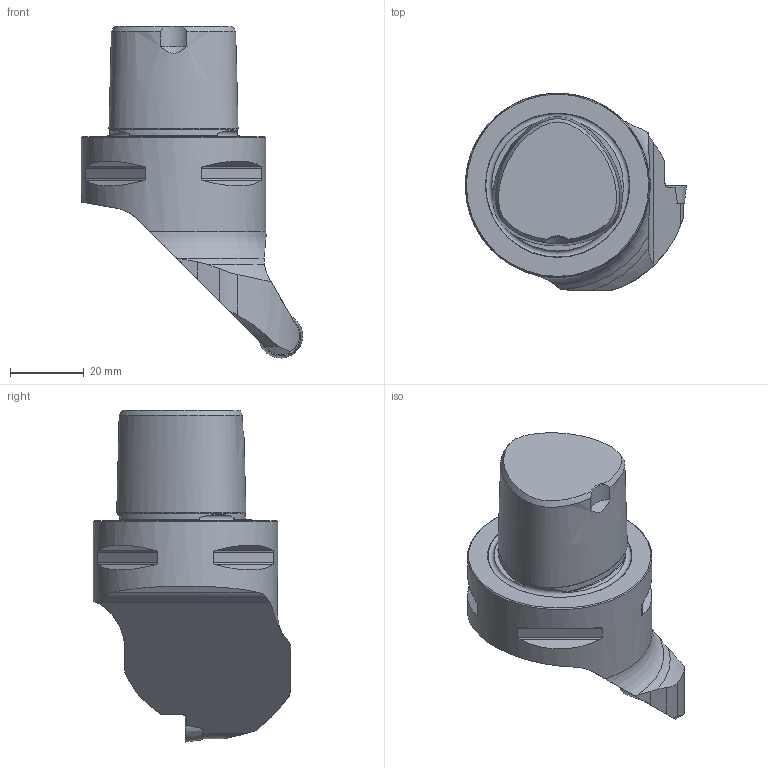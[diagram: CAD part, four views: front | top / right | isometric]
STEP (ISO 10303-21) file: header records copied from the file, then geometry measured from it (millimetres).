
FILE_DESCRIPTION(/* description */ (''),/* implementation_level */ '2;1');
FILE_NAME(/* name */ '1527850248142.stp',/* time_stamp */ '2018-06-01T12:50:54+02:00',/* author */ (''),/* organization */ ('SMS'),/* preprocessor_version */ 'ST-DEVELOPER v15',/* originating_system */ 'SIEMENS PLM Software NX 8.5',/* authorisation */ '');
FILE_SCHEMA (('AUTOMOTIVE_DESIGN { 1 0 10303 214 3 1 1 1 }'));
Length unit declared in the file: millimetre
Products named in the file (4): ASSEMBLY_CONSTRUCTION; 201685334mod000_00; IsoTurningInsert; 201685333mod000_00
Assembly tree (3 placements, depth 2):
  201685333mod000_00
    IsoTurningInsert
    201685334mod000_00
    ASSEMBLY_CONSTRUCTION
Bounding box: 60 x 53.57 x 90 mm (x, y, z)
Volume: 94823.5 mm3; surface area: 14300 mm2
Topology: 2 solids, 2 shells, 74 faces, 192 edges, 133 vertices
Faces by surface type: plane 29, cylinder 23, cone 12, bspline 8, torus 2
Full cylindrical faces by diameter (mm): 4.2 x1, 50 x1
Entity records: 20755 total; most frequent: CARTESIAN_POINT 18974, ORIENTED_EDGE 352, DIRECTION 297, EDGE_CURVE 176, AXIS2_PLACEMENT_3D 124, VERTEX_POINT 121, EDGE_LOOP 91, B_SPLINE_CURVE_WITH_KNOTS 81
